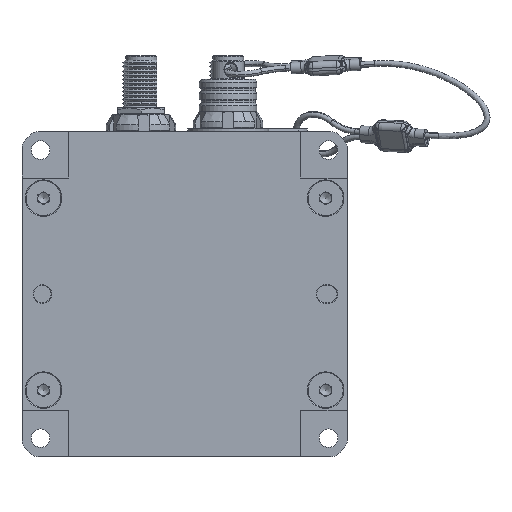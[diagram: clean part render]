
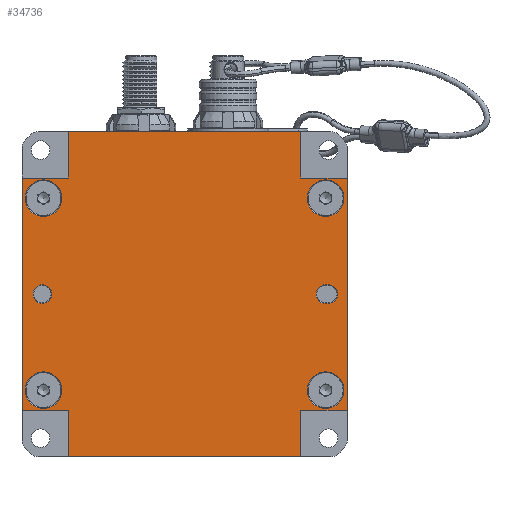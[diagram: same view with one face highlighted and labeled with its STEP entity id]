
A CAD part, front view. The second image highlights one B-rep face of the part: STEP entity #34736.
In plain terms, the highlighted planar face has unit normal (0, -1, 0).
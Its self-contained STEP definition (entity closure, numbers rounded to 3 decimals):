
#2761=CIRCLE('',#37251,1.6);
#2763=CIRCLE('',#37255,1.6);
#2766=CIRCLE('',#37262,1.605);
#2767=CIRCLE('',#37263,3.15);
#2768=CIRCLE('',#37264,3.15);
#2769=CIRCLE('',#37265,3.15);
#2770=CIRCLE('',#37266,3.15);
#4425=FACE_BOUND('',#7700,.T.);
#4426=FACE_BOUND('',#7701,.T.);
#4427=FACE_BOUND('',#7702,.T.);
#4428=FACE_BOUND('',#7703,.T.);
#4429=FACE_BOUND('',#7704,.T.);
#4430=FACE_BOUND('',#7705,.T.);
#5687=FACE_OUTER_BOUND('',#7699,.T.);
#7699=EDGE_LOOP('',(#23854,#23855,#23856,#23857,#23858,#23859,#23860,#23861,
#23862,#23863,#23864,#23865));
#7700=EDGE_LOOP('',(#23866));
#7701=EDGE_LOOP('',(#23867));
#7702=EDGE_LOOP('',(#23868));
#7703=EDGE_LOOP('',(#23869));
#7704=EDGE_LOOP('',(#23870));
#7705=EDGE_LOOP('',(#23871,#23872,#23873,#23874));
#9967=LINE('',#51117,#12323);
#9995=LINE('',#51247,#12351);
#9998=LINE('',#51256,#12354);
#10004=LINE('',#51271,#12360);
#10005=LINE('',#51273,#12361);
#10006=LINE('',#51275,#12362);
#10007=LINE('',#51277,#12363);
#10008=LINE('',#51279,#12364);
#10009=LINE('',#51281,#12365);
#10010=LINE('',#51283,#12366);
#10011=LINE('',#51285,#12367);
#10012=LINE('',#51287,#12368);
#10013=LINE('',#51288,#12369);
#10014=LINE('',#51289,#12370);
#12323=VECTOR('',#41147,10.);
#12351=VECTOR('',#41263,10.);
#12354=VECTOR('',#41274,10.);
#12360=VECTOR('',#41288,10.);
#12361=VECTOR('',#41289,10.);
#12362=VECTOR('',#41290,10.);
#12363=VECTOR('',#41291,10.);
#12364=VECTOR('',#41292,10.);
#12365=VECTOR('',#41293,10.);
#12366=VECTOR('',#41294,10.);
#12367=VECTOR('',#41295,10.);
#12368=VECTOR('',#41296,10.);
#12369=VECTOR('',#41297,10.);
#12370=VECTOR('',#41298,10.);
#14730=VERTEX_POINT('',#51114);
#14731=VERTEX_POINT('',#51116);
#14769=VERTEX_POINT('',#51236);
#14770=VERTEX_POINT('',#51238);
#14773=VERTEX_POINT('',#51245);
#14775=VERTEX_POINT('',#51251);
#14779=VERTEX_POINT('',#51269);
#14780=VERTEX_POINT('',#51270);
#14781=VERTEX_POINT('',#51272);
#14782=VERTEX_POINT('',#51274);
#14783=VERTEX_POINT('',#51276);
#14784=VERTEX_POINT('',#51278);
#14785=VERTEX_POINT('',#51280);
#14786=VERTEX_POINT('',#51282);
#14787=VERTEX_POINT('',#51284);
#14788=VERTEX_POINT('',#51286);
#14789=VERTEX_POINT('',#51290);
#14790=VERTEX_POINT('',#51292);
#14791=VERTEX_POINT('',#51294);
#14792=VERTEX_POINT('',#51296);
#14793=VERTEX_POINT('',#51298);
#18238=EDGE_CURVE('',#14730,#14731,#9967,.T.);
#18291=EDGE_CURVE('',#14769,#14770,#2761,.T.);
#18295=EDGE_CURVE('',#14773,#14769,#9995,.T.);
#18298=EDGE_CURVE('',#14775,#14773,#2763,.T.);
#18300=EDGE_CURVE('',#14770,#14775,#9998,.T.);
#18307=EDGE_CURVE('',#14779,#14780,#10004,.T.);
#18308=EDGE_CURVE('',#14781,#14780,#10005,.T.);
#18309=EDGE_CURVE('',#14781,#14782,#10006,.T.);
#18310=EDGE_CURVE('',#14782,#14783,#10007,.T.);
#18311=EDGE_CURVE('',#14784,#14783,#10008,.T.);
#18312=EDGE_CURVE('',#14784,#14785,#10009,.T.);
#18313=EDGE_CURVE('',#14785,#14786,#10010,.T.);
#18314=EDGE_CURVE('',#14787,#14786,#10011,.T.);
#18315=EDGE_CURVE('',#14787,#14788,#10012,.T.);
#18316=EDGE_CURVE('',#14788,#14731,#10013,.T.);
#18317=EDGE_CURVE('',#14730,#14779,#10014,.T.);
#18318=EDGE_CURVE('',#14789,#14789,#2766,.T.);
#18319=EDGE_CURVE('',#14790,#14790,#2767,.T.);
#18320=EDGE_CURVE('',#14791,#14791,#2768,.T.);
#18321=EDGE_CURVE('',#14792,#14792,#2769,.T.);
#18322=EDGE_CURVE('',#14793,#14793,#2770,.T.);
#23854=ORIENTED_EDGE('',*,*,#18307,.T.);
#23855=ORIENTED_EDGE('',*,*,#18308,.F.);
#23856=ORIENTED_EDGE('',*,*,#18309,.T.);
#23857=ORIENTED_EDGE('',*,*,#18310,.T.);
#23858=ORIENTED_EDGE('',*,*,#18311,.F.);
#23859=ORIENTED_EDGE('',*,*,#18312,.T.);
#23860=ORIENTED_EDGE('',*,*,#18313,.T.);
#23861=ORIENTED_EDGE('',*,*,#18314,.F.);
#23862=ORIENTED_EDGE('',*,*,#18315,.T.);
#23863=ORIENTED_EDGE('',*,*,#18316,.T.);
#23864=ORIENTED_EDGE('',*,*,#18238,.F.);
#23865=ORIENTED_EDGE('',*,*,#18317,.T.);
#23866=ORIENTED_EDGE('',*,*,#18318,.F.);
#23867=ORIENTED_EDGE('',*,*,#18319,.T.);
#23868=ORIENTED_EDGE('',*,*,#18320,.T.);
#23869=ORIENTED_EDGE('',*,*,#18321,.T.);
#23870=ORIENTED_EDGE('',*,*,#18322,.T.);
#23871=ORIENTED_EDGE('',*,*,#18291,.F.);
#23872=ORIENTED_EDGE('',*,*,#18295,.F.);
#23873=ORIENTED_EDGE('',*,*,#18298,.F.);
#23874=ORIENTED_EDGE('',*,*,#18300,.F.);
#33930=PLANE('',#37261);
#34736=ADVANCED_FACE('',(#5687,#4425,#4426,#4427,#4428,#4429,#4430),#33930,
 .F.);
#37251=AXIS2_PLACEMENT_3D('',#51239,#41255,#41256);
#37255=AXIS2_PLACEMENT_3D('',#51253,#41268,#41269);
#37261=AXIS2_PLACEMENT_3D('',#51268,#41286,#41287);
#37262=AXIS2_PLACEMENT_3D('',#51291,#41299,#41300);
#37263=AXIS2_PLACEMENT_3D('',#51293,#41301,#41302);
#37264=AXIS2_PLACEMENT_3D('',#51295,#41303,#41304);
#37265=AXIS2_PLACEMENT_3D('',#51297,#41305,#41306);
#37266=AXIS2_PLACEMENT_3D('',#51299,#41307,#41308);
#41147=DIRECTION('',(1.,0.,0.));
#41255=DIRECTION('center_axis',(0.,-1.,0.));
#41256=DIRECTION('ref_axis',(0.,0.,1.));
#41263=DIRECTION('',(1.,0.,0.));
#41268=DIRECTION('center_axis',(0.,-1.,0.));
#41269=DIRECTION('ref_axis',(0.,0.,-1.));
#41274=DIRECTION('',(-1.,0.,0.));
#41286=DIRECTION('center_axis',(0.,1.,0.));
#41287=DIRECTION('ref_axis',(0.,0.,1.));
#41288=DIRECTION('',(-1.,0.,0.));
#41289=DIRECTION('',(0.,0.,1.));
#41290=DIRECTION('',(1.,0.,0.));
#41291=DIRECTION('',(0.,0.,-1.));
#41292=DIRECTION('',(-1.,0.,0.));
#41293=DIRECTION('',(0.,0.,1.));
#41294=DIRECTION('',(1.,0.,0.));
#41295=DIRECTION('',(0.,0.,-1.));
#41296=DIRECTION('',(-1.,0.,0.));
#41297=DIRECTION('',(0.,0.,1.));
#41298=DIRECTION('',(0.,0.,-1.));
#41299=DIRECTION('center_axis',(0.,-1.,0.));
#41300=DIRECTION('ref_axis',(-1.,0.,0.));
#41301=DIRECTION('center_axis',(0.,1.,0.));
#41302=DIRECTION('ref_axis',(1.,0.,0.));
#41303=DIRECTION('center_axis',(0.,1.,0.));
#41304=DIRECTION('ref_axis',(1.,0.,0.));
#41305=DIRECTION('center_axis',(0.,1.,0.));
#41306=DIRECTION('ref_axis',(1.,0.,0.));
#41307=DIRECTION('center_axis',(0.,1.,0.));
#41308=DIRECTION('ref_axis',(1.,0.,0.));
#51114=CARTESIAN_POINT('',(-20.,0.,28.));
#51116=CARTESIAN_POINT('',(20.,0.,28.));
#51117=CARTESIAN_POINT('',(-28.,0.,28.));
#51236=CARTESIAN_POINT('',(24.75,0.,-1.6));
#51238=CARTESIAN_POINT('',(24.75,0.,1.6));
#51239=CARTESIAN_POINT('Origin',(24.75,0.,0.));
#51245=CARTESIAN_POINT('',(24.25,0.,-1.6));
#51247=CARTESIAN_POINT('',(12.375,0.,-1.6));
#51251=CARTESIAN_POINT('',(24.25,0.,1.6));
#51253=CARTESIAN_POINT('Origin',(24.25,0.,0.));
#51256=CARTESIAN_POINT('',(12.125,0.,1.6));
#51268=CARTESIAN_POINT('Origin',(0.,0.,0.));
#51269=CARTESIAN_POINT('',(-20.,0.,20.));
#51270=CARTESIAN_POINT('',(-28.,0.,20.));
#51271=CARTESIAN_POINT('',(-14.,0.,20.));
#51272=CARTESIAN_POINT('',(-28.,0.,-20.));
#51273=CARTESIAN_POINT('',(-28.,0.,-28.));
#51274=CARTESIAN_POINT('',(-20.,0.,-20.));
#51275=CARTESIAN_POINT('',(-10.,0.,-20.));
#51276=CARTESIAN_POINT('',(-20.,0.,-28.));
#51277=CARTESIAN_POINT('',(-20.,0.,-14.));
#51278=CARTESIAN_POINT('',(20.,0.,-28.));
#51279=CARTESIAN_POINT('',(28.,0.,-28.));
#51280=CARTESIAN_POINT('',(20.,0.,-20.));
#51281=CARTESIAN_POINT('',(20.,0.,-10.));
#51282=CARTESIAN_POINT('',(28.,0.,-20.));
#51283=CARTESIAN_POINT('',(14.,0.,-20.));
#51284=CARTESIAN_POINT('',(28.,0.,20.));
#51285=CARTESIAN_POINT('',(28.,0.,28.));
#51286=CARTESIAN_POINT('',(20.,0.,20.));
#51287=CARTESIAN_POINT('',(10.,0.,20.));
#51288=CARTESIAN_POINT('',(20.,0.,14.));
#51289=CARTESIAN_POINT('',(-20.,0.,10.));
#51290=CARTESIAN_POINT('',(-22.895,0.,0.));
#51291=CARTESIAN_POINT('Origin',(-24.5,0.,0.));
#51292=CARTESIAN_POINT('',(21.15,0.,-16.532));
#51293=CARTESIAN_POINT('Origin',(24.3,0.,-16.532));
#51294=CARTESIAN_POINT('',(-27.45,0.,16.532));
#51295=CARTESIAN_POINT('Origin',(-24.3,0.,16.532));
#51296=CARTESIAN_POINT('',(21.15,0.,16.532));
#51297=CARTESIAN_POINT('Origin',(24.3,0.,16.532));
#51298=CARTESIAN_POINT('',(-27.45,0.,-16.532));
#51299=CARTESIAN_POINT('Origin',(-24.3,0.,-16.532));
